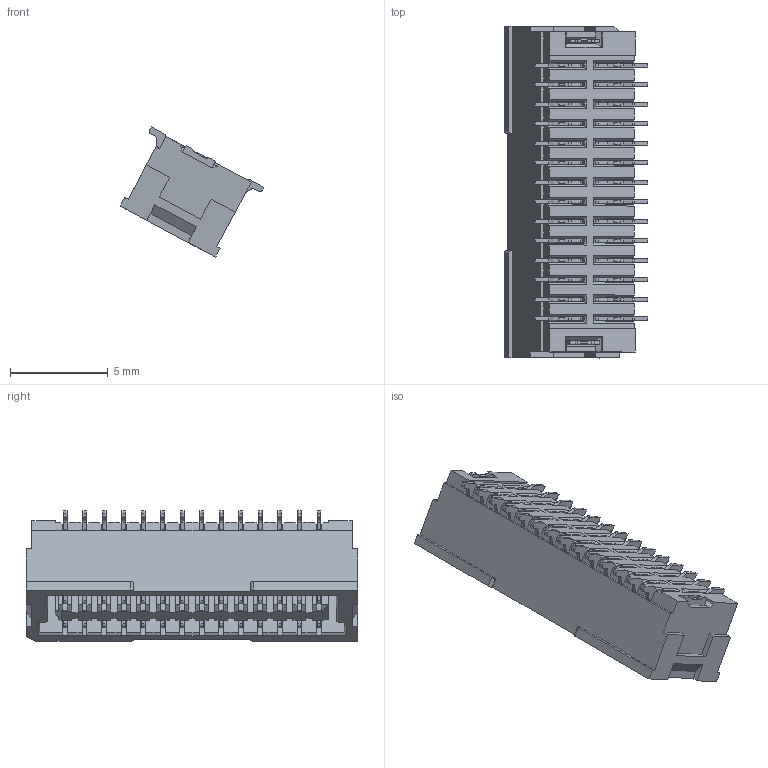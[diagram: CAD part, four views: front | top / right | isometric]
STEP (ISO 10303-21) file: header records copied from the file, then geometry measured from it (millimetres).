
FILE_DESCRIPTION (( 'STEP AP203' ), '1' );
FILE_NAME ('FWF10014-D28S83NAM.STEP', '2025-11-21T06:01:50', ( '' ), ( '' ), 'SwSTEP 2.0', 'SolidWorks 2021', '' );
FILE_SCHEMA (( 'CONFIG_CONTROL_DESIGN' ));
Length unit declared in the file: millimetre
Products named in the file (1): FWF10014-D28S83NAM
Bounding box: 7.38 x 17 x 6.68 mm (x, y, z)
Volume: 242.3 mm3; surface area: 1188.3 mm2
Topology: 17 solids, 17 shells, 2582 faces, 7965 edges, 5265 vertices
Faces by surface type: plane 1582, cylinder 974, bspline 26
Entity records: 89454 total; most frequent: CARTESIAN_POINT 18073, ORIENTED_EDGE 15930, DIRECTION 13965, EDGE_CURVE 7965, LINE 5843, VECTOR 5843, VERTEX_POINT 5265, AXIS2_PLACEMENT_3D 4061
